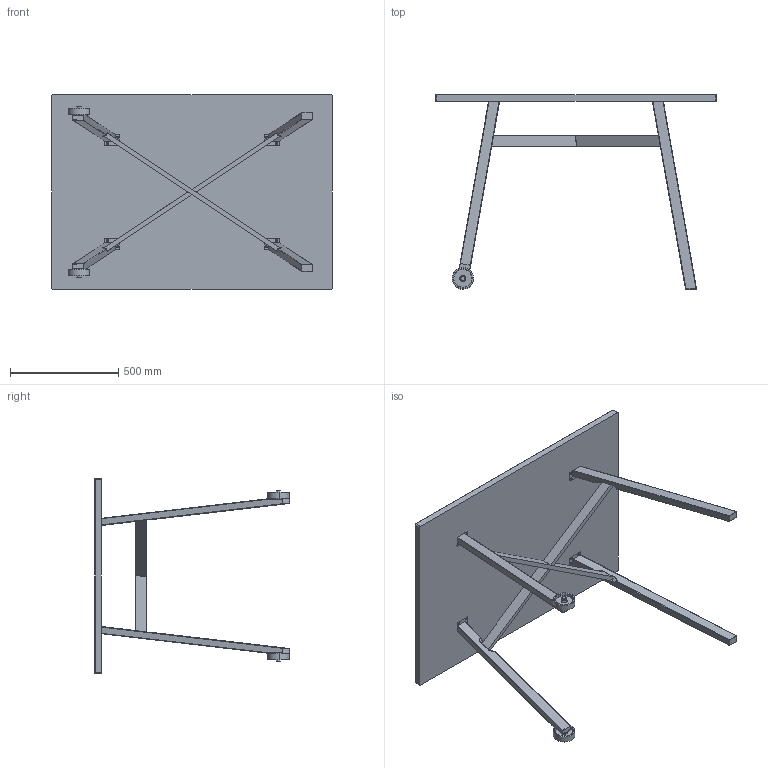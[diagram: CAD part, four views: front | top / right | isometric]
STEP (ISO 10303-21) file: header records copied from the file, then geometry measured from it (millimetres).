
FILE_DESCRIPTION (( 'STEP AP214' ), '1' );
FILE_NAME ('200128_Laud_mudel_4.STEP', '2020-06-04T09:19:52', ( '' ), ( '' ), 'SwSTEP 2.0', 'SolidWorks 2015', '' );
FILE_SCHEMA (( 'AUTOMOTIVE_DESIGN' ));
Length unit declared in the file: millimetre
Products named in the file (20): MirrorLauajalg_31.10.2017; Lauajalg_31.10.2017; H_Tala_2_31.10.2017; LauaPlaat_900_1300; 200128_Laud_mudel_4; hex nut gradec_iso_Hexagon Nut ISO - 4034 - M12 - N; hex bolt gradeb_iso_ISO 4015 - M12 x 45 x 30-N; Mutriplaat_1; Rattakinnitus_1; MirrorMirrorLauajalg_31.10.2017; MirrorJala_kinnituskiil_1_2; Ratas_100_30; H_Tala_31.10.2017; Jala_kinnituskiil_1; MirrorMirrorJala_kinnituskiil_1; MirrorRattakinnitus_1; MirrorMutriplaat_1; countersunk flat head cross recess screw_iso_ISO 7046-1 - M4 x 25 - Z --- 25N; MirrorRatas_100_30
Assembly tree (33 placements, depth 3):
  200128_Laud_mudel_4
    Lauajalg_31.10.2017
    H_Tala_31.10.2017
    H_Tala_2_31.10.2017
    MirrorLauajalg_31.10.2017
    MirrorLauajalg_31.10.2017
    MirrorMirrorLauajalg_31.10.2017
    Ratas_100_30
    MirrorRatas_100_30
    hex bolt gradeb_iso_ISO 4015 - M12 x 45 x 30-N  x2
    Rattakinnitus_1
      Mutriplaat_1
      hex nut gradec_iso_Hexagon Nut ISO - 4034 - M12 - N
    MirrorRattakinnitus_1
      MirrorMutriplaat_1
      hex nut gradec_iso_Hexagon Nut ISO - 4034 - M12 - N
    Jala_kinnituskiil_1
    countersunk flat head cross recess screw_iso_ISO 7046-1 - M4 x 25 - Z --- 25N  x12
    MirrorJala_kinnituskiil_1_2  x2
    MirrorMirrorJala_kinnituskiil_1
    LauaPlaat_900_1300
Bounding box: 1300 x 900 x 900 mm (x, y, z)
Volume: 42761326.9 mm3; surface area: 3457235.6 mm2
Topology: 31 solids, 31 shells, 946 faces, 2236 edges, 1372 vertices
Faces by surface type: plane 368, cylinder 240, cone 200, torus 68, bspline 58, sphere 12
Entity records: 19695 total; most frequent: CARTESIAN_POINT 6434, DIRECTION 2578, ORIENTED_EDGE 2500, EDGE_CURVE 1250, AXIS2_PLACEMENT_3D 1039, VERTEX_POINT 787, EDGE_LOOP 605, FACE_OUTER_BOUND 529
